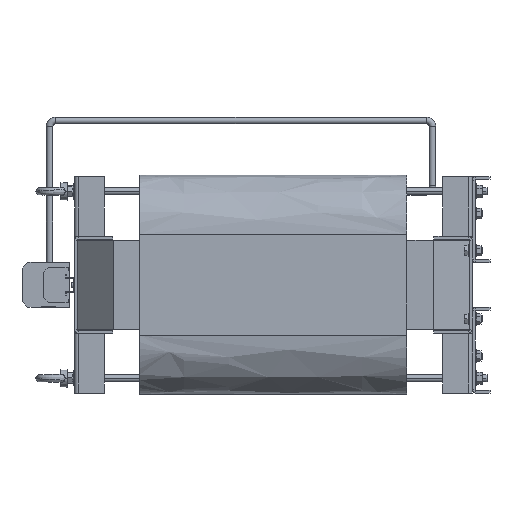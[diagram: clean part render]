
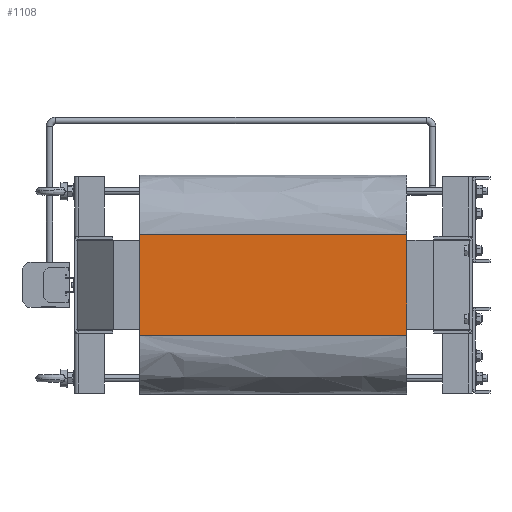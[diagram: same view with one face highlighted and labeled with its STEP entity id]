
A CAD part, left-side view. The second image highlights one B-rep face of the part: STEP entity #1108.
In plain terms, the highlighted planar face has unit normal (-1, 0, 0).
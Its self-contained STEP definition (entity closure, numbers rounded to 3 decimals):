
#865 = LINE ( 'NONE', #45448, #7331 ) ;
#1108 = ADVANCED_FACE ( 'NONE', ( #33029 ), #2178, .F. ) ;
#2178 = PLANE ( 'NONE',  #8876 ) ;
#3204 = EDGE_LOOP ( 'NONE', ( #21180, #8922, #39413, #23169 ) ) ;
#3761 = DIRECTION ( 'NONE',  ( 0., -1., 0. ) ) ;
#3970 = VERTEX_POINT ( 'NONE', #21561 ) ;
#4784 = VECTOR ( 'NONE', #38910, 1000. ) ;
#5806 = DIRECTION ( 'NONE',  ( 0., -1., 0. ) ) ;
#7331 = VECTOR ( 'NONE', #3761, 1000. ) ;
#7507 = VERTEX_POINT ( 'NONE', #37355 ) ;
#8876 = AXIS2_PLACEMENT_3D ( 'NONE', #46649, #24081, #5806 ) ;
#8922 = ORIENTED_EDGE ( 'NONE', *, *, #26889, .T. ) ;
#9212 = DIRECTION ( 'NONE',  ( 0., 0., 1. ) ) ;
#13358 = EDGE_CURVE ( 'NONE', #3970, #41164, #15667, .T. ) ;
#13973 = LINE ( 'NONE', #24700, #33962 ) ;
#15667 = LINE ( 'NONE', #46984, #33929 ) ;
#17225 = DIRECTION ( 'NONE',  ( 0., 0., 1. ) ) ;
#21180 = ORIENTED_EDGE ( 'NONE', *, *, #43906, .F. ) ;
#21561 = CARTESIAN_POINT ( 'NONE',  ( -368.5, -225., -85. ) ) ;
#23169 = ORIENTED_EDGE ( 'NONE', *, *, #41513, .T. ) ;
#24081 = DIRECTION ( 'NONE',  ( 1., 0., 0. ) ) ;
#24421 = CARTESIAN_POINT ( 'NONE',  ( -368.5, 225., -85. ) ) ;
#24700 = CARTESIAN_POINT ( 'NONE',  ( -368.5, 225., 185. ) ) ;
#26889 = EDGE_CURVE ( 'NONE', #38146, #3970, #865, .T. ) ;
#33029 = FACE_OUTER_BOUND ( 'NONE', #3204, .T. ) ;
#33929 = VECTOR ( 'NONE', #17225, 1000. ) ;
#33962 = VECTOR ( 'NONE', #9212, 1000. ) ;
#37355 = CARTESIAN_POINT ( 'NONE',  ( -368.5, 225., 85. ) ) ;
#38146 = VERTEX_POINT ( 'NONE', #24421 ) ;
#38910 = DIRECTION ( 'NONE',  ( 0., 1., 0. ) ) ;
#39413 = ORIENTED_EDGE ( 'NONE', *, *, #13358, .T. ) ;
#39989 = LINE ( 'NONE', #46138, #4784 ) ;
#41164 = VERTEX_POINT ( 'NONE', #42265 ) ;
#41513 = EDGE_CURVE ( 'NONE', #41164, #7507, #39989, .T. ) ;
#42265 = CARTESIAN_POINT ( 'NONE',  ( -368.5, -225., 85. ) ) ;
#43906 = EDGE_CURVE ( 'NONE', #38146, #7507, #13973, .T. ) ;
#45448 = CARTESIAN_POINT ( 'NONE',  ( -368.5, 225., -85. ) ) ;
#46138 = CARTESIAN_POINT ( 'NONE',  ( -368.5, 225., 85. ) ) ;
#46649 = CARTESIAN_POINT ( 'NONE',  ( -368.5, 225., 185. ) ) ;
#46984 = CARTESIAN_POINT ( 'NONE',  ( -368.5, -225., 185. ) ) ;
